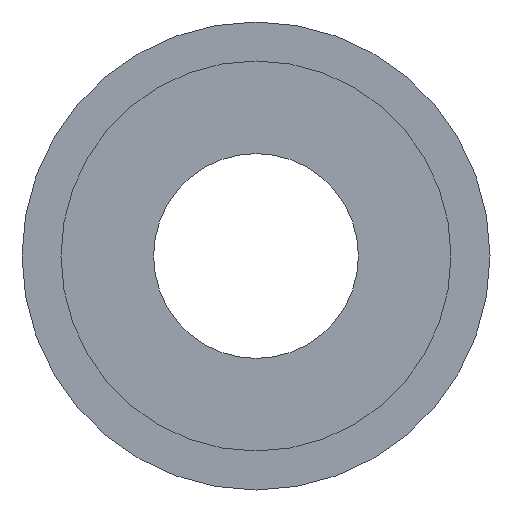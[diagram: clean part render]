
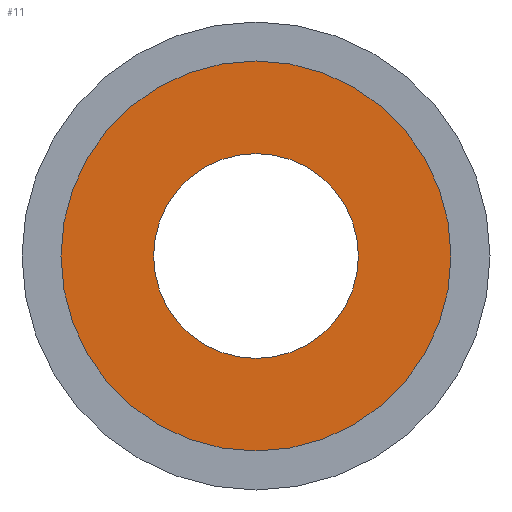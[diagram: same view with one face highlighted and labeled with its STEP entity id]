
A CAD part, front view. The second image highlights one B-rep face of the part: STEP entity #11.
In plain terms, the highlighted planar face has unit normal (0, -1, 0).
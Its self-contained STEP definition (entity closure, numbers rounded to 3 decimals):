
#3 = CIRCLE ( 'NONE', #92, 10. ) ;
#11 = ADVANCED_FACE ( 'NONE', ( #321, #171 ), #175, .F. ) ;
#17 = DIRECTION ( 'NONE',  ( -1., 0., 0. ) ) ;
#19 = CARTESIAN_POINT ( 'NONE',  ( 0., 0., -5.25 ) ) ;
#29 = EDGE_CURVE ( 'NONE', #46, #411, #3, .T. ) ;
#35 = CIRCLE ( 'NONE', #195, 10. ) ;
#46 = VERTEX_POINT ( 'NONE', #441 ) ;
#51 = CARTESIAN_POINT ( 'NONE',  ( 0., 0., 0. ) ) ;
#67 = VERTEX_POINT ( 'NONE', #19 ) ;
#92 = AXIS2_PLACEMENT_3D ( 'NONE', #305, #135, #254 ) ;
#97 = DIRECTION ( 'NONE',  ( -1., 0., 0. ) ) ;
#99 = EDGE_CURVE ( 'NONE', #67, #361, #336, .T. ) ;
#106 = DIRECTION ( 'NONE',  ( 0., -1., 0. ) ) ;
#107 = EDGE_LOOP ( 'NONE', ( #389, #309 ) ) ;
#129 = AXIS2_PLACEMENT_3D ( 'NONE', #359, #106, #324 ) ;
#130 = DIRECTION ( 'NONE',  ( 0., 0., -1. ) ) ;
#132 = EDGE_LOOP ( 'NONE', ( #154, #422 ) ) ;
#134 = AXIS2_PLACEMENT_3D ( 'NONE', #181, #391, #97 ) ;
#135 = DIRECTION ( 'NONE',  ( 0., 1., 0. ) ) ;
#154 = ORIENTED_EDGE ( 'NONE', *, *, #99, .F. ) ;
#168 = CARTESIAN_POINT ( 'NONE',  ( 0., 0., 0. ) ) ;
#171 = FACE_OUTER_BOUND ( 'NONE', #107, .T. ) ;
#175 = PLANE ( 'NONE',  #134 ) ;
#181 = CARTESIAN_POINT ( 'NONE',  ( 0., 0., 0. ) ) ;
#195 = AXIS2_PLACEMENT_3D ( 'NONE', #51, #266, #17 ) ;
#210 = EDGE_CURVE ( 'NONE', #411, #46, #35, .T. ) ;
#254 = DIRECTION ( 'NONE',  ( -1., 0., 0. ) ) ;
#266 = DIRECTION ( 'NONE',  ( 0., 1., 0. ) ) ;
#297 = CARTESIAN_POINT ( 'NONE',  ( 0., 0., 5.25 ) ) ;
#305 = CARTESIAN_POINT ( 'NONE',  ( 0., 0., 0. ) ) ;
#309 = ORIENTED_EDGE ( 'NONE', *, *, #210, .F. ) ;
#321 = FACE_BOUND ( 'NONE', #132, .T. ) ;
#324 = DIRECTION ( 'NONE',  ( 0., 0., -1. ) ) ;
#331 = AXIS2_PLACEMENT_3D ( 'NONE', #168, #386, #130 ) ;
#336 = CIRCLE ( 'NONE', #331, 5.25 ) ;
#359 = CARTESIAN_POINT ( 'NONE',  ( 0., 0., 0. ) ) ;
#361 = VERTEX_POINT ( 'NONE', #297 ) ;
#386 = DIRECTION ( 'NONE',  ( 0., -1., 0. ) ) ;
#389 = ORIENTED_EDGE ( 'NONE', *, *, #29, .F. ) ;
#391 = DIRECTION ( 'NONE',  ( 0., 1., 0. ) ) ;
#400 = CARTESIAN_POINT ( 'NONE',  ( 10., 0., 0. ) ) ;
#409 = CIRCLE ( 'NONE', #129, 5.25 ) ;
#411 = VERTEX_POINT ( 'NONE', #400 ) ;
#422 = ORIENTED_EDGE ( 'NONE', *, *, #434, .F. ) ;
#434 = EDGE_CURVE ( 'NONE', #361, #67, #409, .T. ) ;
#441 = CARTESIAN_POINT ( 'NONE',  ( -10., 0., 0. ) ) ;
